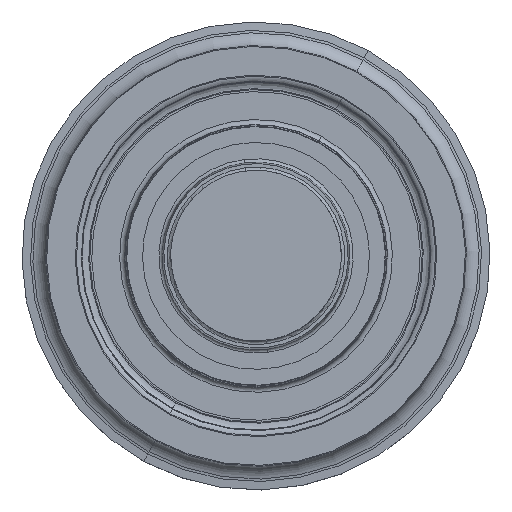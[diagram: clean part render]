
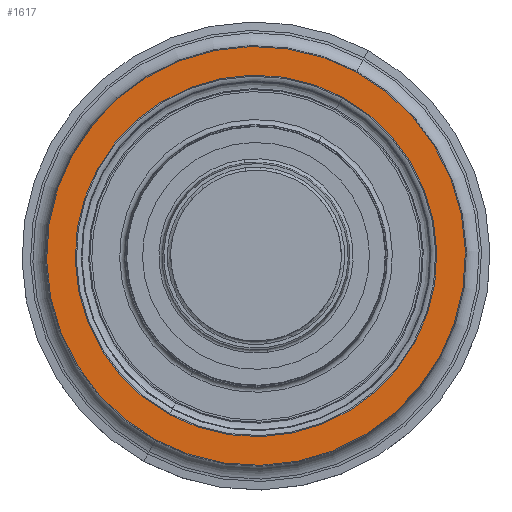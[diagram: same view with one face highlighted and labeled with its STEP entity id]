
A CAD part, top view. The second image highlights one B-rep face of the part: STEP entity #1617.
In plain terms, the highlighted planar face has unit normal (0, 0, 1).
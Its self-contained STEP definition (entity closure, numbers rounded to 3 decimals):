
#1432=AXIS2_PLACEMENT_3D('Circle Axis2P3D',#1430,#1431,$) ;
#1451=AXIS2_PLACEMENT_3D('Circle Axis2P3D',#1449,#1450,$) ;
#1468=AXIS2_PLACEMENT_3D('Circle Axis2P3D',#1466,#1467,$) ;
#1503=AXIS2_PLACEMENT_3D('Circle Axis2P3D',#1501,#1502,$) ;
#1607=AXIS2_PLACEMENT_3D('Plane Axis2P3D',#1604,#1605,#1606) ;
#1427=CARTESIAN_POINT('Vertex',(5.943,10.879,-0.45)) ;
#1430=CARTESIAN_POINT('Axis2P3D Location',(0.,0.,-0.45)) ;
#1434=CARTESIAN_POINT('Vertex',(-5.943,-10.879,-0.45)) ;
#1449=CARTESIAN_POINT('Axis2P3D Location',(0.,0.,-0.45)) ;
#1466=CARTESIAN_POINT('Axis2P3D Location',(0.,0.,-0.45)) ;
#1470=CARTESIAN_POINT('Vertex',(5.13,9.39,-0.45)) ;
#1472=CARTESIAN_POINT('Vertex',(-5.13,-9.39,-0.45)) ;
#1501=CARTESIAN_POINT('Axis2P3D Location',(0.,0.,-0.45)) ;
#1604=CARTESIAN_POINT('Axis2P3D Location',(0.,10.7,-0.45)) ;
#1431=DIRECTION('Axis2P3D Direction',(0.,0.,-1.)) ;
#1450=DIRECTION('Axis2P3D Direction',(0.,0.,-1.)) ;
#1467=DIRECTION('Axis2P3D Direction',(0.,0.,1.)) ;
#1502=DIRECTION('Axis2P3D Direction',(0.,0.,1.)) ;
#1605=DIRECTION('Axis2P3D Direction',(0.,0.,-1.)) ;
#1606=DIRECTION('Axis2P3D XDirection',(0.,1.,0.)) ;
#1610=ORIENTED_EDGE('',*,*,#1436,.F.) ;
#1611=ORIENTED_EDGE('',*,*,#1453,.F.) ;
#1614=ORIENTED_EDGE('',*,*,#1505,.T.) ;
#1615=ORIENTED_EDGE('',*,*,#1474,.T.) ;
#1616=FACE_BOUND('',#1613,.T.) ;
#1617=ADVANCED_FACE('CUT',(#1612,#1616),#1608,.F.) ;
#1433=CIRCLE('generated circle',#1432,12.396) ;
#1452=CIRCLE('generated circle',#1451,12.396) ;
#1469=CIRCLE('generated circle',#1468,10.7) ;
#1504=CIRCLE('generated circle',#1503,10.7) ;
#1436=EDGE_CURVE('',#1428,#1435,#1433,.T.) ;
#1453=EDGE_CURVE('',#1435,#1428,#1452,.T.) ;
#1474=EDGE_CURVE('',#1471,#1473,#1469,.F.) ;
#1505=EDGE_CURVE('',#1473,#1471,#1504,.F.) ;
#1609=EDGE_LOOP('',(#1610,#1611)) ;
#1613=EDGE_LOOP('',(#1614,#1615)) ;
#1612=FACE_OUTER_BOUND('',#1609,.T.) ;
#1608=PLANE('',#1607) ;
#1428=VERTEX_POINT('',#1427) ;
#1435=VERTEX_POINT('',#1434) ;
#1471=VERTEX_POINT('',#1470) ;
#1473=VERTEX_POINT('',#1472) ;
